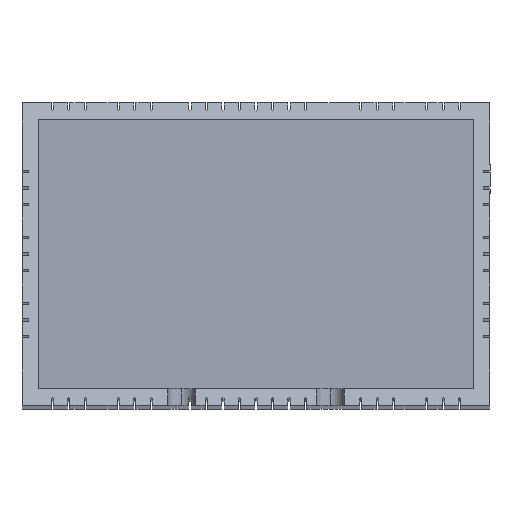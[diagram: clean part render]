
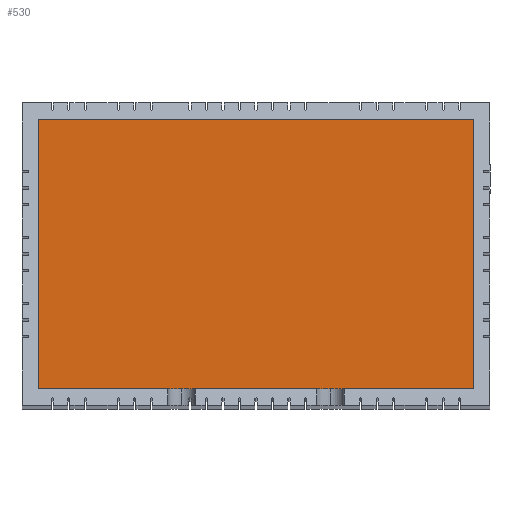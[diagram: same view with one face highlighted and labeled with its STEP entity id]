
A CAD part, top view. The second image highlights one B-rep face of the part: STEP entity #530.
In plain terms, the highlighted planar face has unit normal (0, 0, 1).
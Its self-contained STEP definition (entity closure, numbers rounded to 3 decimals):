
#30 = VERTEX_POINT ( 'NONE', #3648 ) ;
#103 = EDGE_CURVE ( 'NONE', #30, #4379, #3044, .T. ) ;
#111 = CARTESIAN_POINT ( 'NONE',  ( -39.5, -24.5, 369.745 ) ) ;
#199 = VERTEX_POINT ( 'NONE', #6972 ) ;
#530 = ADVANCED_FACE ( 'NONE', ( #9264 ), #7745, .T. ) ;
#1681 = VECTOR ( 'NONE', #7579, 1000. ) ;
#2026 = AXIS2_PLACEMENT_3D ( 'NONE', #4759, #5430, #3219 ) ;
#2358 = ORIENTED_EDGE ( 'NONE', *, *, #2373, .T. ) ;
#2373 = EDGE_CURVE ( 'NONE', #4006, #199, #5598, .T. ) ;
#2592 = DIRECTION ( 'NONE',  ( 1., 0., 0. ) ) ;
#2805 = CARTESIAN_POINT ( 'NONE',  ( 39.5, 24.5, 369.745 ) ) ;
#3044 = LINE ( 'NONE', #8385, #1681 ) ;
#3083 = VECTOR ( 'NONE', #4242, 1000. ) ;
#3129 = EDGE_CURVE ( 'NONE', #4379, #4006, #7335, .T. ) ;
#3219 = DIRECTION ( 'NONE',  ( 1., 0., 0. ) ) ;
#3648 = CARTESIAN_POINT ( 'NONE',  ( 39.5, 24.5, 369.745 ) ) ;
#4006 = VERTEX_POINT ( 'NONE', #6634 ) ;
#4242 = DIRECTION ( 'NONE',  ( 0., -1., 0. ) ) ;
#4346 = DIRECTION ( 'NONE',  ( 0., 1., 0. ) ) ;
#4379 = VERTEX_POINT ( 'NONE', #5718 ) ;
#4502 = VECTOR ( 'NONE', #2592, 1000. ) ;
#4759 = CARTESIAN_POINT ( 'NONE',  ( 0., 0., 369.745 ) ) ;
#5214 = ORIENTED_EDGE ( 'NONE', *, *, #103, .T. ) ;
#5430 = DIRECTION ( 'NONE',  ( 0., 0., 1. ) ) ;
#5598 = LINE ( 'NONE', #111, #4502 ) ;
#5718 = CARTESIAN_POINT ( 'NONE',  ( -39.5, 24.5, 369.745 ) ) ;
#5860 = CARTESIAN_POINT ( 'NONE',  ( -39.5, 24.5, 369.745 ) ) ;
#6250 = EDGE_LOOP ( 'NONE', ( #7198, #5214, #7367, #2358 ) ) ;
#6634 = CARTESIAN_POINT ( 'NONE',  ( -39.5, -24.5, 369.745 ) ) ;
#6972 = CARTESIAN_POINT ( 'NONE',  ( 39.5, -24.5, 369.745 ) ) ;
#7198 = ORIENTED_EDGE ( 'NONE', *, *, #9844, .T. ) ;
#7335 = LINE ( 'NONE', #5860, #3083 ) ;
#7367 = ORIENTED_EDGE ( 'NONE', *, *, #3129, .T. ) ;
#7579 = DIRECTION ( 'NONE',  ( -1., 0., 0. ) ) ;
#7745 = PLANE ( 'NONE',  #2026 ) ;
#7989 = VECTOR ( 'NONE', #4346, 1000. ) ;
#8244 = LINE ( 'NONE', #2805, #7989 ) ;
#8385 = CARTESIAN_POINT ( 'NONE',  ( -42.5, 24.5, 369.745 ) ) ;
#9264 = FACE_OUTER_BOUND ( 'NONE', #6250, .T. ) ;
#9844 = EDGE_CURVE ( 'NONE', #199, #30, #8244, .T. ) ;
